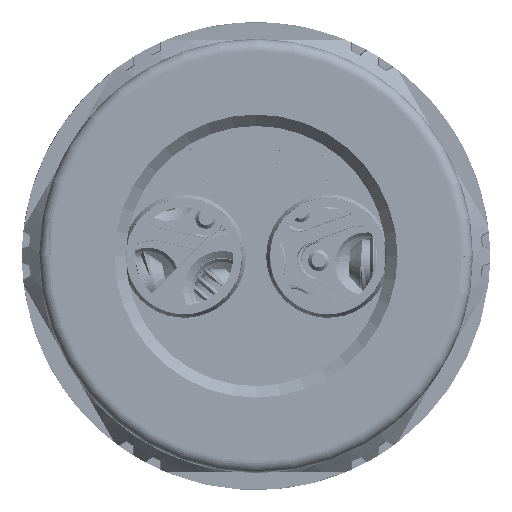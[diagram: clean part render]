
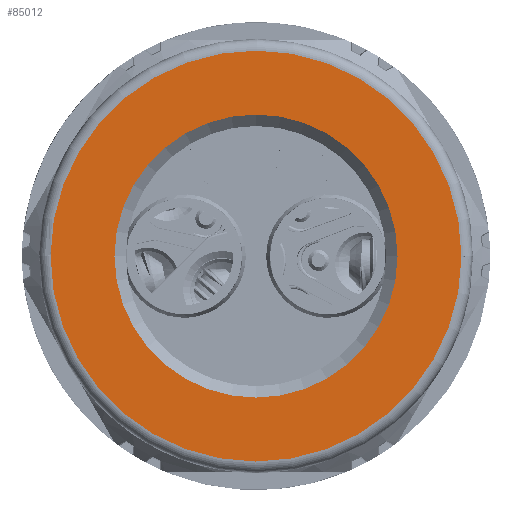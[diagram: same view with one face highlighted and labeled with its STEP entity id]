
A CAD part, front view. The second image highlights one B-rep face of the part: STEP entity #85012.
In plain terms, the highlighted planar face has unit normal (0, -1, 0).
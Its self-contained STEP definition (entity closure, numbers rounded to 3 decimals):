
#15877=CARTESIAN_POINT('',(0.,-47.4,0.));
#15878=DIRECTION('',(0.,-1.,0.));
#15879=DIRECTION('',(1.,0.,-0.005));
#15880=AXIS2_PLACEMENT_3D('',#15877,#15878,#15879);
#15897=CARTESIAN_POINT('',(0.,-47.4,0.));
#15898=DIRECTION('',(0.,1.,0.));
#15899=DIRECTION('',(-1.,0.,0.005));
#15900=AXIS2_PLACEMENT_3D('',#15897,#15898,#15899);
#15902=CARTESIAN_POINT('',(0.,-47.4,0.));
#15903=DIRECTION('',(0.,1.,0.));
#15904=DIRECTION('',(1.,0.,-0.005));
#15905=AXIS2_PLACEMENT_3D('',#15902,#15903,#15904);
#15907=CARTESIAN_POINT('',(0.,-47.4,0.));
#15908=DIRECTION('',(0.,-1.,0.));
#15909=DIRECTION('',(1.,0.,0.));
#15910=AXIS2_PLACEMENT_3D('',#15907,#15908,#15909);
#15912=CARTESIAN_POINT('',(0.,-47.4,0.));
#15913=DIRECTION('',(0.,-1.,0.));
#15914=DIRECTION('',(0.,0.,1.));
#15915=AXIS2_PLACEMENT_3D('',#15912,#15913,#15914);
#15917=CARTESIAN_POINT('',(0.,-47.4,0.));
#15918=DIRECTION('',(0.,-1.,0.));
#15919=DIRECTION('',(-1.,0.,0.));
#15920=AXIS2_PLACEMENT_3D('',#15917,#15918,#15919);
#15922=CARTESIAN_POINT('',(0.,-47.4,0.));
#15923=DIRECTION('',(0.,-1.,0.));
#15924=DIRECTION('',(0.,0.,-1.));
#15925=AXIS2_PLACEMENT_3D('',#15922,#15923,#15924);
#15927=CARTESIAN_POINT('',(0.,-47.4,0.));
#15928=DIRECTION('',(0.,-1.,0.));
#15929=DIRECTION('',(-1.,0.,0.005));
#15930=AXIS2_PLACEMENT_3D('',#15927,#15928,#15929);
#59327=CARTESIAN_POINT('',(9.,-47.4,-0.047));
#59328=CARTESIAN_POINT('',(-9.,-47.4,0.));
#59329=VERTEX_POINT('',#59327);
#59330=VERTEX_POINT('',#59328);
#59331=CARTESIAN_POINT('',(9.,-47.4,0.));
#59332=VERTEX_POINT('',#59331);
#59333=CARTESIAN_POINT('',(-9.,-47.4,0.047));
#59334=VERTEX_POINT('',#59333);
#59335=CARTESIAN_POINT('',(6.2,-47.4,0.));
#59336=CARTESIAN_POINT('',(0.,-47.4,6.2));
#59337=VERTEX_POINT('',#59335);
#59338=VERTEX_POINT('',#59336);
#59339=CARTESIAN_POINT('',(-6.2,-47.4,0.));
#59340=VERTEX_POINT('',#59339);
#59341=CARTESIAN_POINT('',(0.,-47.4,-6.2));
#59342=VERTEX_POINT('',#59341);
#84989=CARTESIAN_POINT('',(0.,-47.4,0.));
#84990=DIRECTION('',(0.,-1.,0.));
#84991=DIRECTION('',(-1.,0.,0.));
#84992=AXIS2_PLACEMENT_3D('',#84989,#84990,#84991);
#84993=PLANE('',#84992);
#84995=ORIENTED_EDGE('',*,*,#84994,.F.);
#84997=ORIENTED_EDGE('',*,*,#84996,.T.);
#84998=ORIENTED_EDGE('',*,*,#84978,.F.);
#84999=ORIENTED_EDGE('',*,*,#84976,.T.);
#85000=EDGE_LOOP('',(#84995,#84997,#84998,#84999));
#85001=FACE_OUTER_BOUND('',#85000,.F.);
#85003=ORIENTED_EDGE('',*,*,#85002,.T.);
#85005=ORIENTED_EDGE('',*,*,#85004,.T.);
#85007=ORIENTED_EDGE('',*,*,#85006,.T.);
#85009=ORIENTED_EDGE('',*,*,#85008,.T.);
#85010=EDGE_LOOP('',(#85003,#85005,#85007,#85009));
#85011=FACE_BOUND('',#85010,.F.);
#15881=CIRCLE('',#15880,9.);
#15901=CIRCLE('',#15900,9.);
#15906=CIRCLE('',#15905,9.);
#15911=CIRCLE('',#15910,6.2);
#15916=CIRCLE('',#15915,6.2);
#15921=CIRCLE('',#15920,6.2);
#15926=CIRCLE('',#15925,6.2);
#15931=CIRCLE('',#15930,9.);
#84976=EDGE_CURVE('',#59329,#59330,#15906,.T.);
#84978=EDGE_CURVE('',#59329,#59332,#15881,.T.);
#84994=EDGE_CURVE('',#59334,#59330,#15931,.T.);
#84996=EDGE_CURVE('',#59334,#59332,#15901,.T.);
#85002=EDGE_CURVE('',#59337,#59338,#15911,.T.);
#85004=EDGE_CURVE('',#59338,#59340,#15916,.T.);
#85006=EDGE_CURVE('',#59340,#59342,#15921,.T.);
#85008=EDGE_CURVE('',#59342,#59337,#15926,.T.);
#85012=ADVANCED_FACE('',(#85001,#85011),#84993,.T.);
